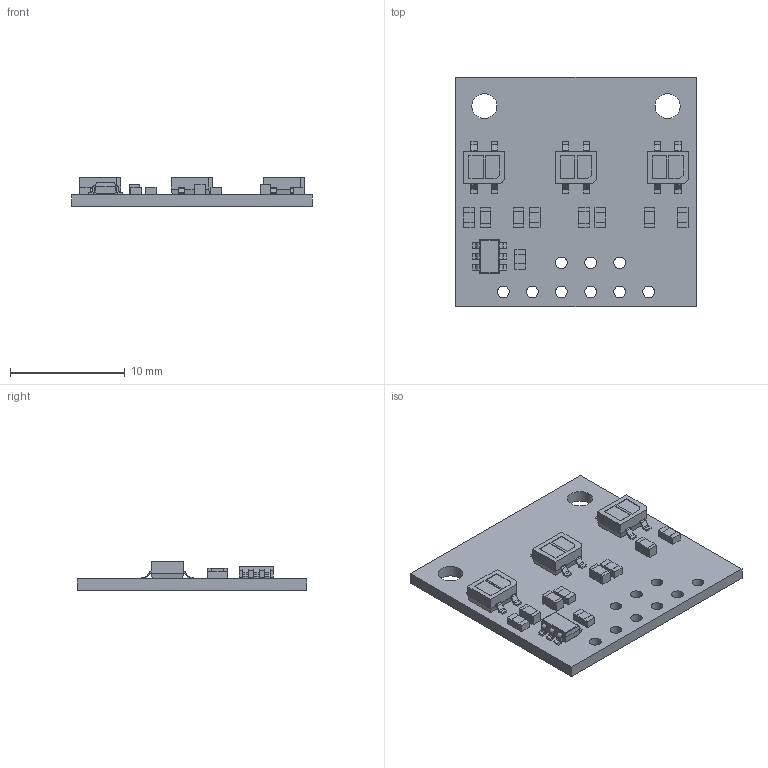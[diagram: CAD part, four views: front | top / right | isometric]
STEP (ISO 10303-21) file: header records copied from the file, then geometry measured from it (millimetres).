
FILE_DESCRIPTION (( 'STEP AP214' ), '1' );
FILE_NAME ('qtr-md-03x.step', '2018-09-28T18:48:57', ( '' ), ( '' ), 'SwSTEP 2.0', 'SolidWorks 2016', '' );
FILE_SCHEMA (( 'AUTOMOTIVE_DESIGN' ));
Length unit declared in the file: millimetre
Products named in the file (1): qtr-md-03x
Bounding box: 21 x 20 x 2.52 mm (x, y, z)
Volume: 472.7 mm3; surface area: 1076.1 mm2
Topology: 1 solids, 1 shells, 761 faces, 2104 edges, 1383 vertices
Faces by surface type: plane 514, bspline 156, cylinder 91
Full cylindrical faces by diameter (mm): 1.016 x9, 2.184 x2
Entity records: 37586 total; most frequent: CARTESIAN_POINT 10694, ORIENTED_EDGE 4186, DIRECTION 3127, EDGE_CURVE 2093, LINE 1583, VECTOR 1583, VERTEX_POINT 1383, EDGE_LOOP 866
